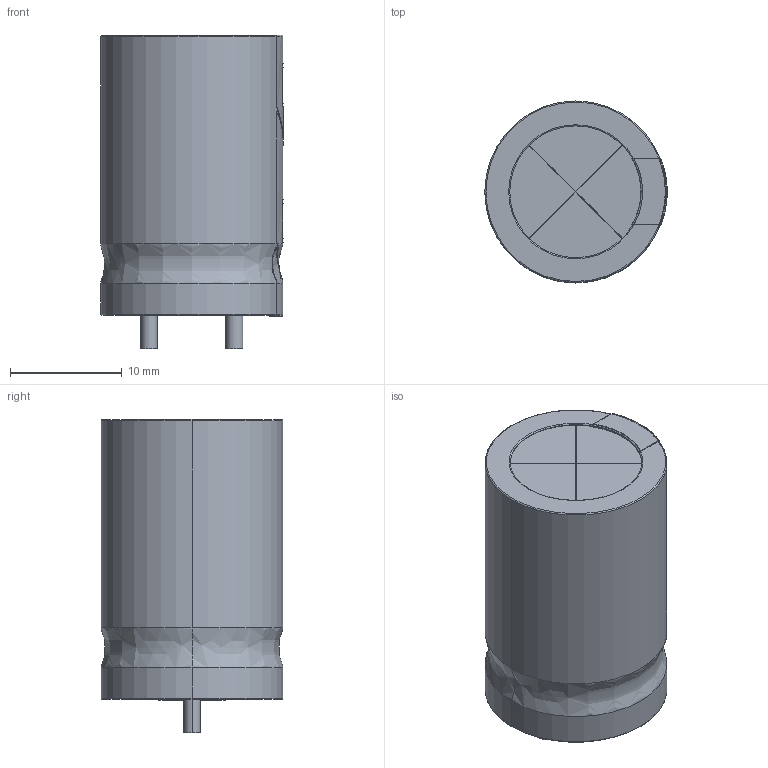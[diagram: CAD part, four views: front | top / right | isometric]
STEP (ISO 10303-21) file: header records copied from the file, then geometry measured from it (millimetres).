
FILE_DESCRIPTION (( 'STEP AP214' ), '1' );
FILE_NAME ('Capacitor Electrolytic 25x16.STEP', '2025-10-28T16:05:44', ( '' ), ( '' ), 'SwSTEP 2.0', 'SolidWorks 2024', '' );
FILE_SCHEMA (( 'AUTOMOTIVE_DESIGN' ));
Length unit declared in the file: millimetre
Products named in the file (1): Capacitor Electrolytic 25x16
Bounding box: 16.3 x 16.24 x 28.06 mm (x, y, z)
Volume: 2399.2 mm3; surface area: 7209 mm2
Topology: 10 solids, 10 shells, 169 faces, 387 edges, 244 vertices
Faces by surface type: plane 69, cylinder 52, torus 30, bspline 14, cone 4
Entity records: 8512 total; most frequent: CARTESIAN_POINT 3071, DIRECTION 823, ORIENTED_EDGE 774, EDGE_CURVE 387, AXIS2_PLACEMENT_3D 330, VERTEX_POINT 244, EDGE_LOOP 185, CIRCLE 174
